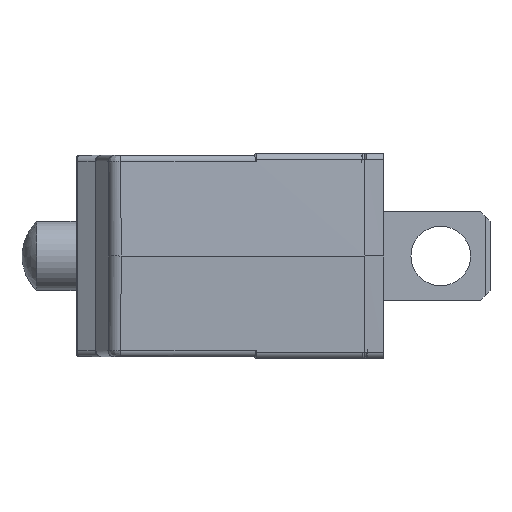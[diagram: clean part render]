
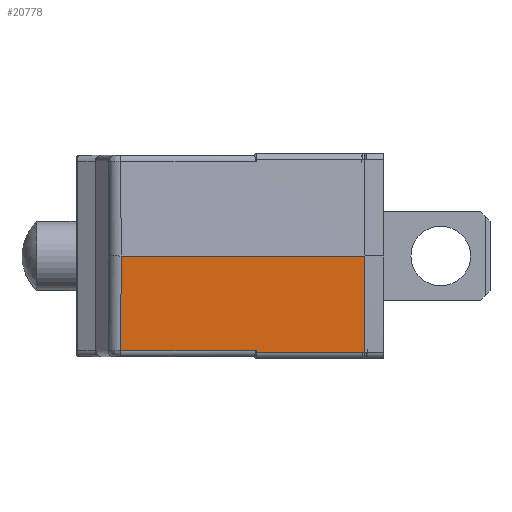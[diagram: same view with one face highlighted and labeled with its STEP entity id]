
A CAD part, left-side view. The second image highlights one B-rep face of the part: STEP entity #20778.
In plain terms, the highlighted planar face has unit normal (-0.999, 0, -0.035).
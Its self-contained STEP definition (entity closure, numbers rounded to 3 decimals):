
#702 = VECTOR ( 'NONE', #22972, 1000. ) ;
#2386 = VECTOR ( 'NONE', #4626, 1000. ) ;
#2760 = CARTESIAN_POINT ( 'NONE',  ( -5.096, 1.65, -2.982 ) ) ;
#3024 = CARTESIAN_POINT ( 'NONE',  ( -5.2, 5.907, 0. ) ) ;
#3062 = AXIS2_PLACEMENT_3D ( 'NONE', #9033, #16735, #3516 ) ;
#3380 = VERTEX_POINT ( 'NONE', #18633 ) ;
#3516 = DIRECTION ( 'NONE',  ( 0., 1., 0. ) ) ;
#3686 = EDGE_CURVE ( 'NONE', #3380, #15242, #7865, .T. ) ;
#4133 = EDGE_CURVE ( 'NONE', #11132, #22620, #14511, .T. ) ;
#4202 = DIRECTION ( 'NONE',  ( 0., -1., 0. ) ) ;
#4525 = CARTESIAN_POINT ( 'NONE',  ( -5.094, 2.111, -3.032 ) ) ;
#4626 = DIRECTION ( 'NONE',  ( 0., -1., 0. ) ) ;
#5868 = CARTESIAN_POINT ( 'NONE',  ( -5.096, 5.923, -2.982 ) ) ;
#7865 = B_SPLINE_CURVE_WITH_KNOTS ( 'NONE', 3,
 ( #3024, #31419, #23424, #5868 ),
 .UNSPECIFIED., .F., .F.,
 ( 4, 4 ),
 ( 0., 1. ),
 .UNSPECIFIED. ) ;
#8847 = VERTEX_POINT ( 'NONE', #2760 ) ;
#9033 = CARTESIAN_POINT ( 'NONE',  ( -5.2, -1.7, 0. ) ) ;
#9593 = EDGE_LOOP ( 'NONE', ( #20715, #27404, #27440, #19931, #25795, #25267 ) ) ;
#10954 = CARTESIAN_POINT ( 'NONE',  ( -5.2, -1.75, 0. ) ) ;
#11132 = VERTEX_POINT ( 'NONE', #21013 ) ;
#12086 = DIRECTION ( 'NONE',  ( 0., -1., 0. ) ) ;
#14050 = PLANE ( 'NONE',  #3062 ) ;
#14254 = LINE ( 'NONE', #4525, #28532 ) ;
#14511 = LINE ( 'NONE', #32024, #19044 ) ;
#14966 = LINE ( 'NONE', #32793, #702 ) ;
#15242 = VERTEX_POINT ( 'NONE', #21480 ) ;
#16735 = DIRECTION ( 'NONE',  ( -0.999, 0., -0.035 ) ) ;
#17840 = LINE ( 'NONE', #27835, #2386 ) ;
#18633 = CARTESIAN_POINT ( 'NONE',  ( -5.2, 5.907, 0. ) ) ;
#18882 = DIRECTION ( 'NONE',  ( -0.035, 0., 0.999 ) ) ;
#19044 = VECTOR ( 'NONE', #18882, 1000. ) ;
#19396 = FACE_OUTER_BOUND ( 'NONE', #9593, .T. ) ;
#19931 = ORIENTED_EDGE ( 'NONE', *, *, #3686, .T. ) ;
#20715 = ORIENTED_EDGE ( 'NONE', *, *, #29763, .T. ) ;
#20778 = ADVANCED_FACE ( 'NONE', ( #19396 ), #14050, .T. ) ;
#21013 = CARTESIAN_POINT ( 'NONE',  ( -5.088, -1.75, -3.032 ) ) ;
#21480 = CARTESIAN_POINT ( 'NONE',  ( -5.096, 5.923, -2.982 ) ) ;
#21648 = CARTESIAN_POINT ( 'NONE',  ( -5.094, 1.65, -3.032 ) ) ;
#22443 = LINE ( 'NONE', #30587, #23613 ) ;
#22620 = VERTEX_POINT ( 'NONE', #10954 ) ;
#22972 = DIRECTION ( 'NONE',  ( 0.035, 0., -0.999 ) ) ;
#23424 = CARTESIAN_POINT ( 'NONE',  ( -5.131, 5.917, -1.988 ) ) ;
#23613 = VECTOR ( 'NONE', #12086, 1000. ) ;
#25227 = EDGE_CURVE ( 'NONE', #15242, #8847, #22443, .T. ) ;
#25267 = ORIENTED_EDGE ( 'NONE', *, *, #26016, .T. ) ;
#25795 = ORIENTED_EDGE ( 'NONE', *, *, #25227, .T. ) ;
#26016 = EDGE_CURVE ( 'NONE', #8847, #26145, #14966, .T. ) ;
#26145 = VERTEX_POINT ( 'NONE', #21648 ) ;
#27404 = ORIENTED_EDGE ( 'NONE', *, *, #4133, .T. ) ;
#27440 = ORIENTED_EDGE ( 'NONE', *, *, #29145, .F. ) ;
#27835 = CARTESIAN_POINT ( 'NONE',  ( -5.2, 2.111, 0. ) ) ;
#28532 = VECTOR ( 'NONE', #4202, 1000. ) ;
#29145 = EDGE_CURVE ( 'NONE', #3380, #22620, #17840, .T. ) ;
#29763 = EDGE_CURVE ( 'NONE', #26145, #11132, #14254, .T. ) ;
#30587 = CARTESIAN_POINT ( 'NONE',  ( -5.096, 2.111, -2.982 ) ) ;
#31419 = CARTESIAN_POINT ( 'NONE',  ( -5.165, 5.912, -0.994 ) ) ;
#32024 = CARTESIAN_POINT ( 'NONE',  ( -5.2, -1.7, 0. ) ) ;
#32793 = CARTESIAN_POINT ( 'NONE',  ( -5.2, 1.65, 0. ) ) ;
